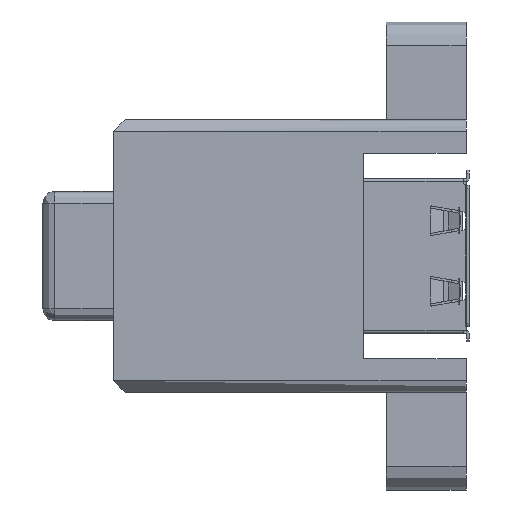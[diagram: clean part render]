
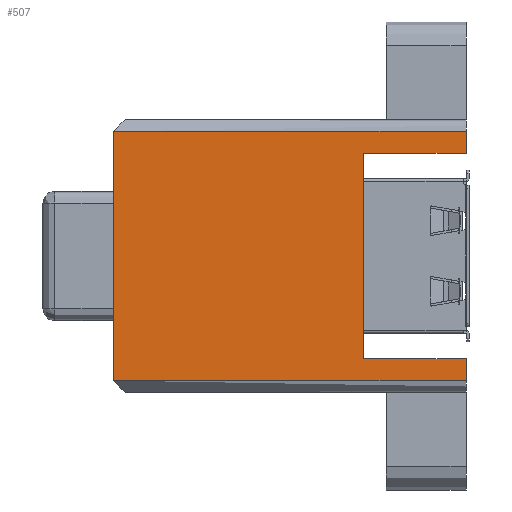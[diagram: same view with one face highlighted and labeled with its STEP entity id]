
A CAD part, front view. The second image highlights one B-rep face of the part: STEP entity #507.
In plain terms, the highlighted planar face has unit normal (0, -1, 0).
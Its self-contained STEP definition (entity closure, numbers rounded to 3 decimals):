
#507=ADVANCED_FACE('',(#4124),#4126,.T.);
#4124=FACE_BOUND('',#4125,.T.);
#4125=EDGE_LOOP('',(#7005,#7006,#7007,#7008,#7009,#7010,#7011,#7012));
#4126=PLANE('',#4127);
#4127=AXIS2_PLACEMENT_3D('',#4128,#4129,#4130);
#4128=CARTESIAN_POINT('',(0.,-8.34,-11.6));
#4129=DIRECTION('',(0.,-1.,0.));
#4130=DIRECTION('',(0.,0.,1.));
#7005=ORIENTED_EDGE('',*,*,#9340,.F.);
#7006=ORIENTED_EDGE('',*,*,#9341,.T.);
#7007=ORIENTED_EDGE('',*,*,#9342,.T.);
#7008=ORIENTED_EDGE('',*,*,#9343,.T.);
#7009=ORIENTED_EDGE('',*,*,#9344,.T.);
#7010=ORIENTED_EDGE('',*,*,#9345,.T.);
#7011=ORIENTED_EDGE('',*,*,#9346,.T.);
#7012=ORIENTED_EDGE('',*,*,#9314,.F.);
#9314=EDGE_CURVE('',#10484,#10486,#10487,.T.);
#9340=EDGE_CURVE('',#10532,#10484,#10533,.T.);
#9341=EDGE_CURVE('',#10532,#10534,#10535,.T.);
#9342=EDGE_CURVE('',#10534,#10536,#10537,.F.);
#9343=EDGE_CURVE('',#10536,#10538,#10539,.T.);
#9344=EDGE_CURVE('',#10538,#10540,#10541,.F.);
#9345=EDGE_CURVE('',#10540,#10542,#10543,.T.);
#9346=EDGE_CURVE('',#10542,#10486,#10544,.T.);
#10484=VERTEX_POINT('',#12405);
#10486=VERTEX_POINT('',#12409);
#10487=LINE('',#12410,#12411);
#10532=VERTEX_POINT('',#12513);
#10533=LINE('',#12514,#12515);
#10534=VERTEX_POINT('',#12517);
#10535=LINE('',#12518,#12519);
#10536=VERTEX_POINT('',#12521);
#10537=LINE('',#12522,#12523);
#10538=VERTEX_POINT('',#12525);
#10539=LINE('',#12526,#12527);
#10540=VERTEX_POINT('',#12529);
#10541=LINE('',#12530,#12531);
#10542=VERTEX_POINT('',#12533);
#10543=LINE('',#12534,#12535);
#10544=LINE('',#12537,#12538);
#12405=CARTESIAN_POINT('',(-30.,-8.34,-10.6));
#12409=CARTESIAN_POINT('',(-30.,-8.34,10.6));
#12410=CARTESIAN_POINT('',(-30.,-8.34,-10.6));
#12411=VECTOR('',#12412,1.);
#12412=DIRECTION('',(0.,0.,1.));
#12513=CARTESIAN_POINT('',(0.,-8.34,-10.6));
#12514=CARTESIAN_POINT('',(0.,-8.34,-10.6));
#12515=VECTOR('',#12516,1.);
#12516=DIRECTION('',(-1.,0.,0.));
#12517=CARTESIAN_POINT('',(0.,-8.34,-8.72));
#12518=CARTESIAN_POINT('',(0.,-8.34,-10.6));
#12519=VECTOR('',#12520,1.);
#12520=DIRECTION('',(0.,0.,1.));
#12521=CARTESIAN_POINT('',(-8.73,-8.34,-8.72));
#12522=CARTESIAN_POINT('',(-8.73,-8.34,-8.72));
#12523=VECTOR('',#12524,1.);
#12524=DIRECTION('',(1.,0.,0.));
#12525=CARTESIAN_POINT('',(-8.73,-8.34,8.72));
#12526=CARTESIAN_POINT('',(-8.73,-8.34,-8.72));
#12527=VECTOR('',#12528,1.);
#12528=DIRECTION('',(0.,0.,1.));
#12529=CARTESIAN_POINT('',(0.,-8.34,8.72));
#12530=CARTESIAN_POINT('',(0.,-8.34,8.72));
#12531=VECTOR('',#12532,1.);
#12532=DIRECTION('',(-1.,0.,0.));
#12533=CARTESIAN_POINT('',(0.,-8.34,10.6));
#12534=CARTESIAN_POINT('',(0.,-8.34,8.72));
#12535=VECTOR('',#12536,1.);
#12536=DIRECTION('',(0.,0.,1.));
#12537=CARTESIAN_POINT('',(0.,-8.34,10.6));
#12538=VECTOR('',#12539,1.);
#12539=DIRECTION('',(-1.,0.,0.));
